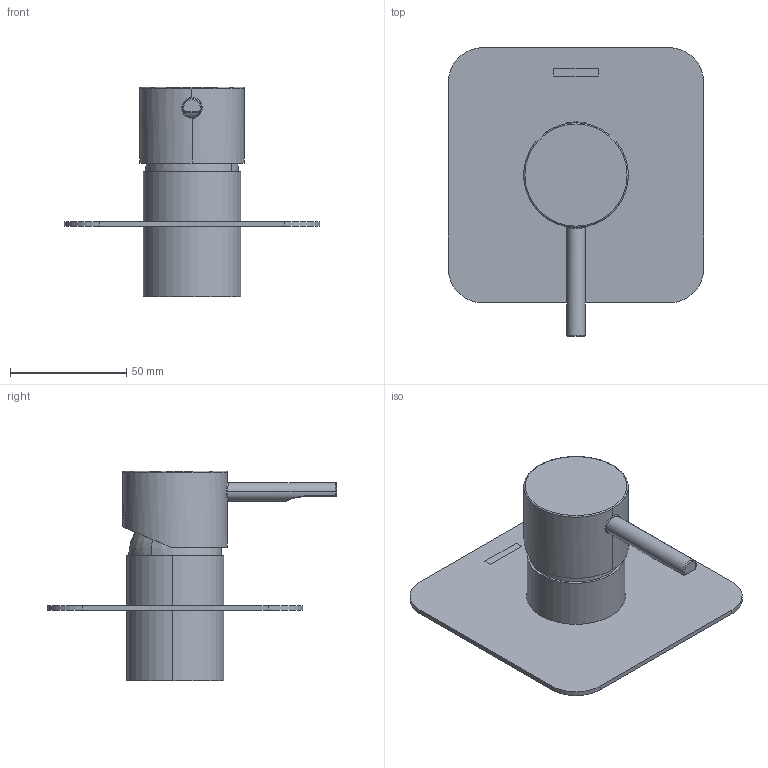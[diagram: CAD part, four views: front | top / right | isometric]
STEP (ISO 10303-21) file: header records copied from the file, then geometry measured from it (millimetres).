
FILE_DESCRIPTION (( 'STEP AP203' ), '1' );
FILE_NAME ('39DP07473.STEP', '2024-01-11T09:32:08', ( '' ), ( '' ), 'SwSTEP 2.0', 'SolidWorks 2021', '' );
FILE_SCHEMA (( 'CONFIG_CONTROL_DESIGN' ));
Length unit declared in the file: millimetre
Products named in the file (1): 39DP07473
Bounding box: 110 x 124.5 x 90.45 mm (x, y, z)
Volume: 54561.5 mm3; surface area: 55050.8 mm2
Topology: 5 solids, 5 shells, 288 faces, 689 edges, 407 vertices
Faces by surface type: cylinder 102, plane 63, bspline 51, torus 31, sphere 23, cone 18
Entity records: 12426 total; most frequent: CARTESIAN_POINT 6164, ORIENTED_EDGE 1358, DIRECTION 1261, EDGE_CURVE 679, AXIS2_PLACEMENT_3D 515, VERTEX_POINT 407, EDGE_LOOP 304, ADVANCED_FACE 288
